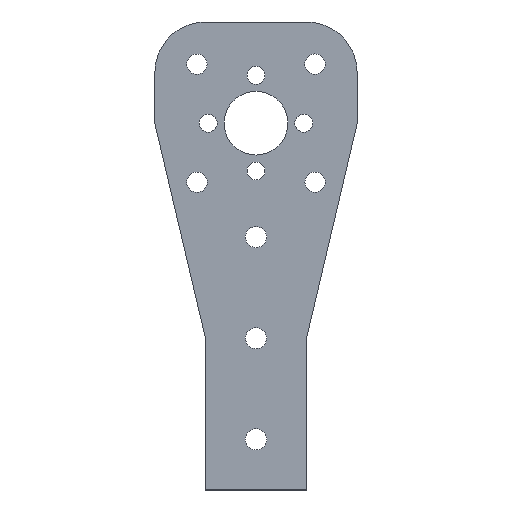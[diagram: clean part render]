
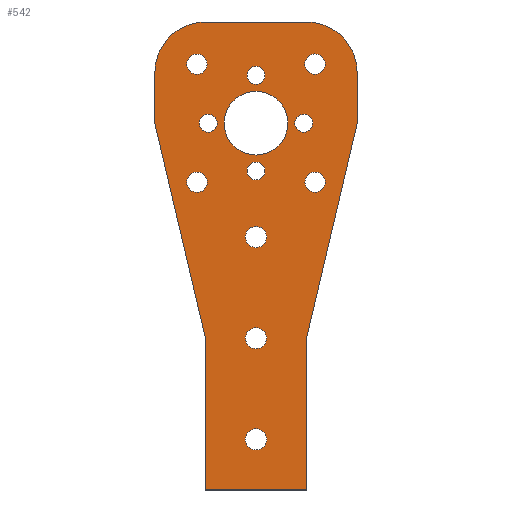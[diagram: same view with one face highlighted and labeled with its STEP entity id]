
A CAD part, top view. The second image highlights one B-rep face of the part: STEP entity #542.
In plain terms, the highlighted planar face has unit normal (0, 0, 1).
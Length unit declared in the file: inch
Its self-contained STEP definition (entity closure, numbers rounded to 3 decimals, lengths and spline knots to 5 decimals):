
#27=FACE_BOUND('',#113,.T.);
#28=FACE_BOUND('',#114,.T.);
#29=FACE_BOUND('',#115,.T.);
#30=FACE_BOUND('',#116,.T.);
#31=FACE_BOUND('',#117,.T.);
#32=FACE_BOUND('',#118,.T.);
#33=FACE_BOUND('',#119,.T.);
#34=FACE_BOUND('',#120,.T.);
#35=FACE_BOUND('',#121,.T.);
#36=FACE_BOUND('',#122,.T.);
#37=FACE_BOUND('',#123,.T.);
#38=FACE_BOUND('',#124,.T.);
#48=PLANE('',#622);
#74=FACE_OUTER_BOUND('',#112,.T.);
#112=EDGE_LOOP('',(#477,#478,#479,#480,#481,#482,#483,#484,#485,#486,#487,
#488));
#113=EDGE_LOOP('',(#489));
#114=EDGE_LOOP('',(#490));
#115=EDGE_LOOP('',(#491));
#116=EDGE_LOOP('',(#492));
#117=EDGE_LOOP('',(#493));
#118=EDGE_LOOP('',(#494));
#119=EDGE_LOOP('',(#495));
#120=EDGE_LOOP('',(#496));
#121=EDGE_LOOP('',(#497));
#122=EDGE_LOOP('',(#498));
#123=EDGE_LOOP('',(#499));
#124=EDGE_LOOP('',(#500));
#129=LINE('',#796,#169);
#141=LINE('',#854,#181);
#145=LINE('',#864,#185);
#158=LINE('',#915,#198);
#160=LINE('',#918,#200);
#161=LINE('',#920,#201);
#162=LINE('',#923,#202);
#164=LINE('',#926,#204);
#169=VECTOR('',#637,0.3937);
#181=VECTOR('',#691,0.3937);
#185=VECTOR('',#701,0.3937);
#198=VECTOR('',#764,0.3937);
#200=VECTOR('',#768,0.3937);
#201=VECTOR('',#771,0.3937);
#202=VECTOR('',#774,0.3937);
#204=VECTOR('',#778,0.3937);
#205=CIRCLE('',#566,0.5);
#222=CIRCLE('',#586,0.5);
#223=CIRCLE('',#588,0.125);
#224=CIRCLE('',#591,0.125);
#225=CIRCLE('',#594,0.1005);
#226=CIRCLE('',#596,0.1005);
#227=CIRCLE('',#598,0.0885);
#228=CIRCLE('',#600,0.0885);
#229=CIRCLE('',#602,0.1045);
#230=CIRCLE('',#604,0.31496);
#231=CIRCLE('',#606,0.1005);
#232=CIRCLE('',#608,0.1005);
#233=CIRCLE('',#610,0.0885);
#234=CIRCLE('',#612,0.0885);
#235=CIRCLE('',#614,0.10474);
#236=CIRCLE('',#616,0.1045);
#237=VERTEX_POINT('',#783);
#238=VERTEX_POINT('',#784);
#242=VERTEX_POINT('',#794);
#264=VERTEX_POINT('',#842);
#265=VERTEX_POINT('',#846);
#266=VERTEX_POINT('',#848);
#267=VERTEX_POINT('',#852);
#268=VERTEX_POINT('',#856);
#269=VERTEX_POINT('',#858);
#270=VERTEX_POINT('',#862);
#271=VERTEX_POINT('',#866);
#272=VERTEX_POINT('',#870);
#273=VERTEX_POINT('',#874);
#274=VERTEX_POINT('',#878);
#275=VERTEX_POINT('',#882);
#276=VERTEX_POINT('',#886);
#277=VERTEX_POINT('',#890);
#278=VERTEX_POINT('',#894);
#279=VERTEX_POINT('',#898);
#280=VERTEX_POINT('',#902);
#281=VERTEX_POINT('',#906);
#282=VERTEX_POINT('',#910);
#283=VERTEX_POINT('',#914);
#284=VERTEX_POINT('',#922);
#285=EDGE_CURVE('',#237,#238,#205,.T.);
#291=EDGE_CURVE('',#237,#242,#129,.T.);
#314=EDGE_CURVE('',#264,#242,#222,.T.);
#317=EDGE_CURVE('',#265,#266,#223,.T.);
#320=EDGE_CURVE('',#265,#267,#141,.T.);
#322=EDGE_CURVE('',#268,#269,#224,.T.);
#325=EDGE_CURVE('',#268,#270,#145,.T.);
#326=EDGE_CURVE('',#271,#271,#225,.T.);
#328=EDGE_CURVE('',#272,#272,#226,.T.);
#330=EDGE_CURVE('',#273,#273,#227,.T.);
#332=EDGE_CURVE('',#274,#274,#228,.T.);
#334=EDGE_CURVE('',#275,#275,#229,.T.);
#336=EDGE_CURVE('',#276,#276,#230,.T.);
#338=EDGE_CURVE('',#277,#277,#231,.T.);
#340=EDGE_CURVE('',#278,#278,#232,.T.);
#342=EDGE_CURVE('',#279,#279,#233,.T.);
#344=EDGE_CURVE('',#280,#280,#234,.T.);
#346=EDGE_CURVE('',#281,#281,#235,.T.);
#348=EDGE_CURVE('',#282,#282,#236,.T.);
#350=EDGE_CURVE('',#283,#266,#158,.T.);
#352=EDGE_CURVE('',#264,#283,#160,.T.);
#353=EDGE_CURVE('',#270,#238,#161,.T.);
#354=EDGE_CURVE('',#284,#269,#162,.T.);
#356=EDGE_CURVE('',#267,#284,#164,.T.);
#477=ORIENTED_EDGE('',*,*,#285,.F.);
#478=ORIENTED_EDGE('',*,*,#291,.T.);
#479=ORIENTED_EDGE('',*,*,#314,.F.);
#480=ORIENTED_EDGE('',*,*,#352,.T.);
#481=ORIENTED_EDGE('',*,*,#350,.T.);
#482=ORIENTED_EDGE('',*,*,#317,.F.);
#483=ORIENTED_EDGE('',*,*,#320,.T.);
#484=ORIENTED_EDGE('',*,*,#356,.T.);
#485=ORIENTED_EDGE('',*,*,#354,.T.);
#486=ORIENTED_EDGE('',*,*,#322,.F.);
#487=ORIENTED_EDGE('',*,*,#325,.T.);
#488=ORIENTED_EDGE('',*,*,#353,.T.);
#489=ORIENTED_EDGE('',*,*,#348,.T.);
#490=ORIENTED_EDGE('',*,*,#346,.T.);
#491=ORIENTED_EDGE('',*,*,#344,.T.);
#492=ORIENTED_EDGE('',*,*,#342,.T.);
#493=ORIENTED_EDGE('',*,*,#340,.T.);
#494=ORIENTED_EDGE('',*,*,#338,.T.);
#495=ORIENTED_EDGE('',*,*,#336,.T.);
#496=ORIENTED_EDGE('',*,*,#334,.T.);
#497=ORIENTED_EDGE('',*,*,#332,.T.);
#498=ORIENTED_EDGE('',*,*,#330,.T.);
#499=ORIENTED_EDGE('',*,*,#328,.T.);
#500=ORIENTED_EDGE('',*,*,#326,.T.);
#542=ADVANCED_FACE('',(#74,#27,#28,#29,#30,#31,#32,#33,#34,#35,#36,#37,
#38),#48,.T.);
#566=AXIS2_PLACEMENT_3D('',#785,#627,#628);
#586=AXIS2_PLACEMENT_3D('',#843,#679,#680);
#588=AXIS2_PLACEMENT_3D('',#849,#685,#686);
#591=AXIS2_PLACEMENT_3D('',#859,#695,#696);
#594=AXIS2_PLACEMENT_3D('',#867,#704,#705);
#596=AXIS2_PLACEMENT_3D('',#871,#709,#710);
#598=AXIS2_PLACEMENT_3D('',#875,#714,#715);
#600=AXIS2_PLACEMENT_3D('',#879,#719,#720);
#602=AXIS2_PLACEMENT_3D('',#883,#724,#725);
#604=AXIS2_PLACEMENT_3D('',#887,#729,#730);
#606=AXIS2_PLACEMENT_3D('',#891,#734,#735);
#608=AXIS2_PLACEMENT_3D('',#895,#739,#740);
#610=AXIS2_PLACEMENT_3D('',#899,#744,#745);
#612=AXIS2_PLACEMENT_3D('',#903,#749,#750);
#614=AXIS2_PLACEMENT_3D('',#907,#754,#755);
#616=AXIS2_PLACEMENT_3D('',#911,#759,#760);
#622=AXIS2_PLACEMENT_3D('',#927,#779,#780);
#627=DIRECTION('center_axis',(0.,0.,-1.));
#628=DIRECTION('ref_axis',(0.707,0.707,0.));
#637=DIRECTION('',(-1.,0.,0.));
#679=DIRECTION('center_axis',(0.,0.,-1.));
#680=DIRECTION('ref_axis',(-0.707,0.707,0.));
#685=DIRECTION('center_axis',(0.,0.,1.));
#686=DIRECTION('ref_axis',(0.993,0.115,0.));
#691=DIRECTION('',(0.,-1.,0.));
#695=DIRECTION('center_axis',(0.,0.,1.));
#696=DIRECTION('ref_axis',(-0.993,0.115,0.));
#701=DIRECTION('',(0.229,0.973,0.));
#704=DIRECTION('center_axis',(0.,0.,-1.));
#705=DIRECTION('ref_axis',(-1.,0.,0.));
#709=DIRECTION('center_axis',(0.,0.,-1.));
#710=DIRECTION('ref_axis',(-1.,0.,0.));
#714=DIRECTION('center_axis',(0.,0.,-1.));
#715=DIRECTION('ref_axis',(-1.,0.,0.));
#719=DIRECTION('center_axis',(0.,0.,-1.));
#720=DIRECTION('ref_axis',(-1.,0.,0.));
#724=DIRECTION('center_axis',(0.,0.,-1.));
#725=DIRECTION('ref_axis',(-1.,0.,0.));
#729=DIRECTION('center_axis',(0.,0.,-1.));
#730=DIRECTION('ref_axis',(-1.,0.,0.));
#734=DIRECTION('center_axis',(0.,0.,-1.));
#735=DIRECTION('ref_axis',(-1.,0.,0.));
#739=DIRECTION('center_axis',(0.,0.,-1.));
#740=DIRECTION('ref_axis',(-1.,0.,0.));
#744=DIRECTION('center_axis',(0.,0.,-1.));
#745=DIRECTION('ref_axis',(-1.,0.,0.));
#749=DIRECTION('center_axis',(0.,0.,-1.));
#750=DIRECTION('ref_axis',(-1.,0.,0.));
#754=DIRECTION('center_axis',(0.,0.,-1.));
#755=DIRECTION('ref_axis',(-1.,0.,0.));
#759=DIRECTION('center_axis',(0.,0.,-1.));
#760=DIRECTION('ref_axis',(-1.,0.,0.));
#764=DIRECTION('',(0.229,-0.973,0.));
#768=DIRECTION('',(0.,-1.,0.));
#771=DIRECTION('',(0.,1.,0.));
#774=DIRECTION('',(0.,1.,0.));
#778=DIRECTION('',(1.,0.,0.));
#779=DIRECTION('center_axis',(0.,0.,1.));
#780=DIRECTION('ref_axis',(1.,0.,0.));
#783=CARTESIAN_POINT('',(1.375,3.125,0.13));
#784=CARTESIAN_POINT('',(1.875,2.625,0.13));
#785=CARTESIAN_POINT('Origin',(1.375,2.625,0.13));
#794=CARTESIAN_POINT('',(0.375,3.125,0.13));
#796=CARTESIAN_POINT('',(1.875,3.125,0.13));
#842=CARTESIAN_POINT('',(-0.125,2.625,0.13));
#843=CARTESIAN_POINT('Origin',(0.375,2.625,0.13));
#846=CARTESIAN_POINT('',(0.375,-0.01451,0.13));
#848=CARTESIAN_POINT('',(0.37168,0.01412,0.13));
#849=CARTESIAN_POINT('Origin',(0.25,-0.01451,0.13));
#852=CARTESIAN_POINT('',(0.375,-1.5,0.13));
#854=CARTESIAN_POINT('',(0.375,0.,0.13));
#856=CARTESIAN_POINT('',(1.37832,0.01412,0.13));
#858=CARTESIAN_POINT('',(1.375,-0.01451,0.13));
#859=CARTESIAN_POINT('Origin',(1.5,-0.01451,0.13));
#862=CARTESIAN_POINT('',(1.875,2.125,0.13));
#864=CARTESIAN_POINT('',(1.375,0.,0.13));
#866=CARTESIAN_POINT('',(0.39177,2.708,0.13));
#867=CARTESIAN_POINT('Origin',(0.29127,2.708,0.13));
#870=CARTESIAN_POINT('',(1.5585,2.70873,0.13));
#871=CARTESIAN_POINT('Origin',(1.458,2.70873,0.13));
#874=CARTESIAN_POINT('',(0.9635,1.65256,0.13));
#875=CARTESIAN_POINT('Origin',(0.875,1.65256,0.13));
#878=CARTESIAN_POINT('',(0.9635,2.59744,0.13));
#879=CARTESIAN_POINT('Origin',(0.875,2.59744,0.13));
#882=CARTESIAN_POINT('',(0.9795,1.,0.13));
#883=CARTESIAN_POINT('Origin',(0.875,1.,0.13));
#886=CARTESIAN_POINT('',(1.18996,2.125,0.13));
#887=CARTESIAN_POINT('Origin',(0.875,2.125,0.13));
#890=CARTESIAN_POINT('',(1.55923,1.542,0.13));
#891=CARTESIAN_POINT('Origin',(1.45873,1.542,0.13));
#894=CARTESIAN_POINT('',(0.3925,1.54127,0.13));
#895=CARTESIAN_POINT('Origin',(0.292,1.54127,0.13));
#898=CARTESIAN_POINT('',(1.43594,2.125,0.13));
#899=CARTESIAN_POINT('Origin',(1.34744,2.125,0.13));
#902=CARTESIAN_POINT('',(0.49106,2.125,0.13));
#903=CARTESIAN_POINT('Origin',(0.40256,2.125,0.13));
#906=CARTESIAN_POINT('',(0.97974,-1.,0.13));
#907=CARTESIAN_POINT('Origin',(0.875,-1.,0.13));
#910=CARTESIAN_POINT('',(0.9795,0.,0.13));
#911=CARTESIAN_POINT('Origin',(0.875,0.,0.13));
#914=CARTESIAN_POINT('',(-0.125,2.125,0.13));
#915=CARTESIAN_POINT('',(-0.125,2.125,0.13));
#918=CARTESIAN_POINT('',(-0.125,3.125,0.13));
#920=CARTESIAN_POINT('',(1.875,2.125,0.13));
#922=CARTESIAN_POINT('',(1.375,-1.5,0.13));
#923=CARTESIAN_POINT('',(1.375,-1.5,0.13));
#926=CARTESIAN_POINT('',(0.375,-1.5,0.13));
#927=CARTESIAN_POINT('Origin',(0.875,-0.75,0.13));
